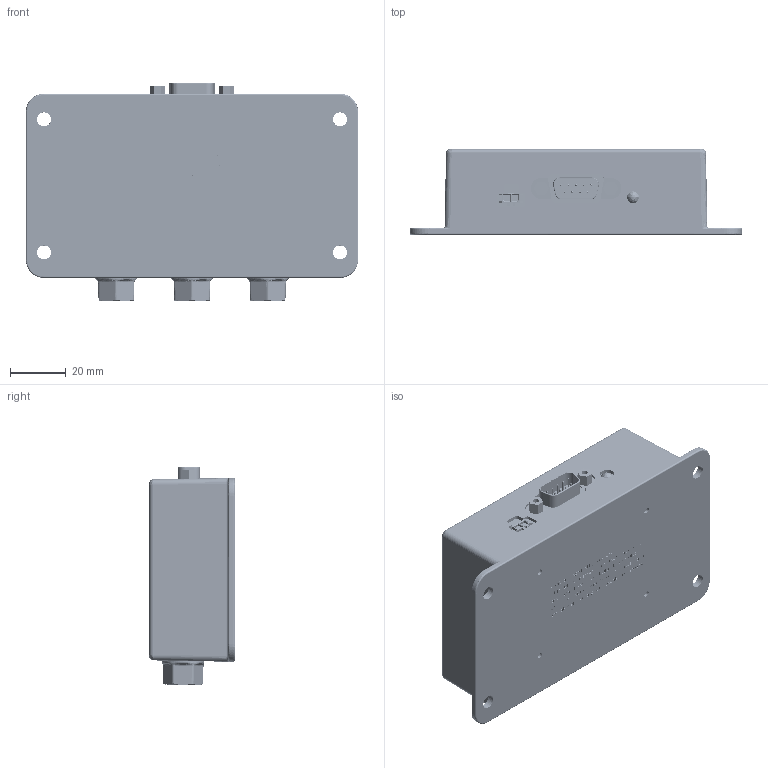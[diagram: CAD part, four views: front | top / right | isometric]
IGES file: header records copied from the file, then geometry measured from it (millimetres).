
Start section: SolidWorks IGES file using analytic representation for surfaces
Global section: file name: SV-ADAHRS-200&201_solid_model.IGS; native system: SolidWorks 2017; preprocessor: SolidWorks 2017; author: rott; date: 170531.144217; units: millimetre
Bounding box: 119.62 x 30.91 x 78.67 mm (x, y, z)
Surface area: 29210.8 mm2 (no closed solid volume)
Topology: 0 solids, 0 shells, 4706 faces, 51055 edges, 51049 vertices
Faces by surface type: bspline 4487, revolution 219
